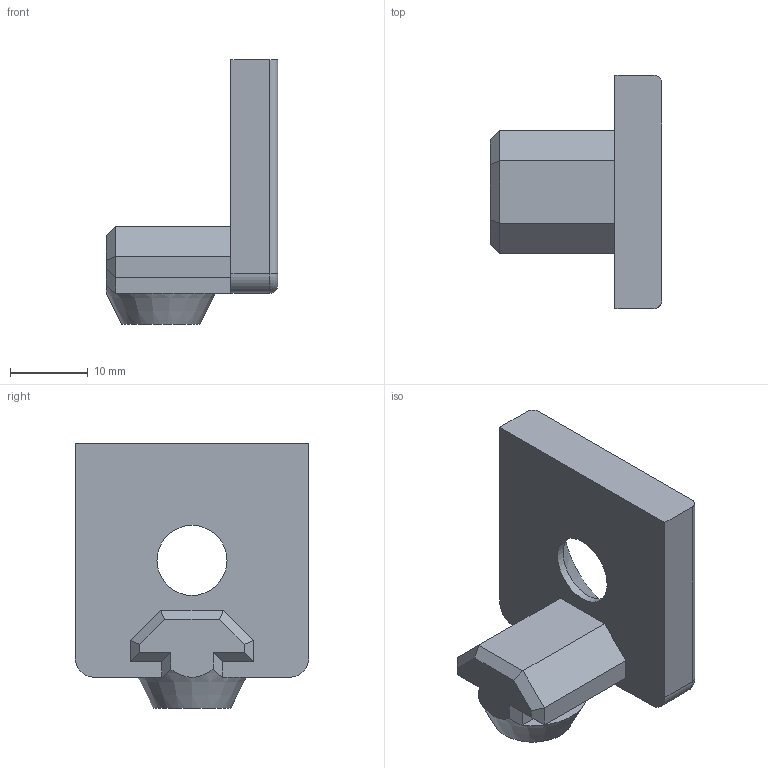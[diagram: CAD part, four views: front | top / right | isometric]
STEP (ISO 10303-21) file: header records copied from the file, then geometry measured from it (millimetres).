
FILE_DESCRIPTION(/* description */ ('STEP AP214'),/* implementation_level */ '2;1');
FILE_NAME(/* name */ '61520fd5b645bf45473cea2a',/* time_stamp */ '2021-09-27T18:39:18+00:00',/* author */ (''),/* organization */ (''),/* preprocessor_version */ 'ST-DEVELOPER v18.1',/* originating_system */ ' ',/* authorisation */ ' ');
FILE_SCHEMA (('AUTOMOTIVE_DESIGN {1 0 10303 214 3 1 1}'));
Length unit declared in the file: metre
Products named in the file (1): v_core_3_interface
Bounding box: 22 x 30 x 34 mm (x, y, z)
Volume: 6607.7 mm3; surface area: 3329 mm2
Topology: 1 solids, 1 shells, 38 faces, 91 edges, 55 vertices
Faces by surface type: plane 28, cylinder 6, cone 2, torus 2
Full cylindrical faces by diameter (mm): 9 x1
Entity records: 1094 total; most frequent: CARTESIAN_POINT 192, DIRECTION 181, ORIENTED_EDGE 174, EDGE_CURVE 87, LINE 65, VECTOR 65, AXIS2_PLACEMENT_3D 58, VERTEX_POINT 54
